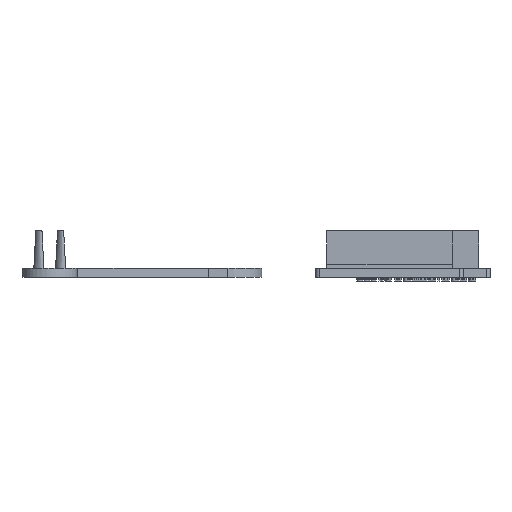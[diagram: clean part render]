
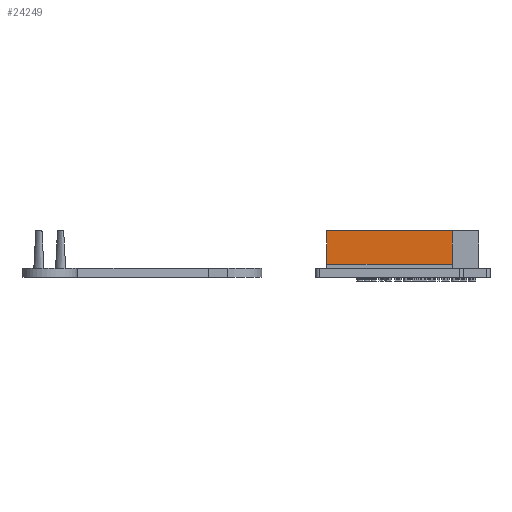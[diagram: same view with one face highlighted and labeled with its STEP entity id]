
A CAD part, left-side view. The second image highlights one B-rep face of the part: STEP entity #24249.
In plain terms, the highlighted planar face has unit normal (-1, 0, 0).
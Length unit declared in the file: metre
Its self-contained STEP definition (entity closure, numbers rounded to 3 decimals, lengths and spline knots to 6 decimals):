
#8169=ORIENTED_EDGE('',*,*,#10569,.T.);
#8170=ORIENTED_EDGE('',*,*,#11521,.F.);
#8171=ORIENTED_EDGE('',*,*,#11522,.F.);
#8172=ORIENTED_EDGE('',*,*,#11519,.T.);
#10569=EDGE_CURVE('',#13166,#13165,#15546,.T.);
#11519=EDGE_CURVE('',#13809,#13166,#16141,.T.);
#11521=EDGE_CURVE('',#13810,#13165,#16143,.T.);
#11522=EDGE_CURVE('',#13809,#13810,#16144,.T.);
#13165=VERTEX_POINT('',#38668);
#13166=VERTEX_POINT('',#38670);
#13809=VERTEX_POINT('',#40650);
#13810=VERTEX_POINT('',#40654);
#15546=LINE('',#38669,#17884);
#16141=LINE('',#40649,#18479);
#16143=LINE('',#40653,#18481);
#16144=LINE('',#40655,#18482);
#17884=VECTOR('',#30218,1.);
#18479=VECTOR('',#32297,1.);
#18481=VECTOR('',#32301,1.);
#18482=VECTOR('',#32302,1.);
#20378=EDGE_LOOP('',(#8169,#8170,#8171,#8172));
#22274=FACE_BOUND('',#20378,.T.);
#23013=PLANE('',#26174);
#24249=ADVANCED_FACE('',(#22274),#23013,.F.);
#26174=AXIS2_PLACEMENT_3D('',#40652,#32299,#32300);
#30218=DIRECTION('',(0.,-1.,0.));
#32297=DIRECTION('',(0.,0.,-1.));
#32299=DIRECTION('',(1.,0.,0.));
#32300=DIRECTION('',(0.,0.,-1.));
#32301=DIRECTION('',(0.,0.,-1.));
#32302=DIRECTION('',(0.,-1.,0.));
#38668=CARTESIAN_POINT('',(0.202383,-0.044737,0.005));
#38669=CARTESIAN_POINT('',(0.202383,-0.010849,0.005));
#38670=CARTESIAN_POINT('',(0.202383,0.02304,0.005));
#40649=CARTESIAN_POINT('',(0.202383,0.02304,0.025));
#40650=CARTESIAN_POINT('',(0.202383,0.02304,0.025));
#40652=CARTESIAN_POINT('',(0.202383,-0.010849,0.025));
#40653=CARTESIAN_POINT('',(0.202383,-0.044737,0.025));
#40654=CARTESIAN_POINT('',(0.202383,-0.044737,0.025));
#40655=CARTESIAN_POINT('',(0.202383,-0.010849,0.025));
